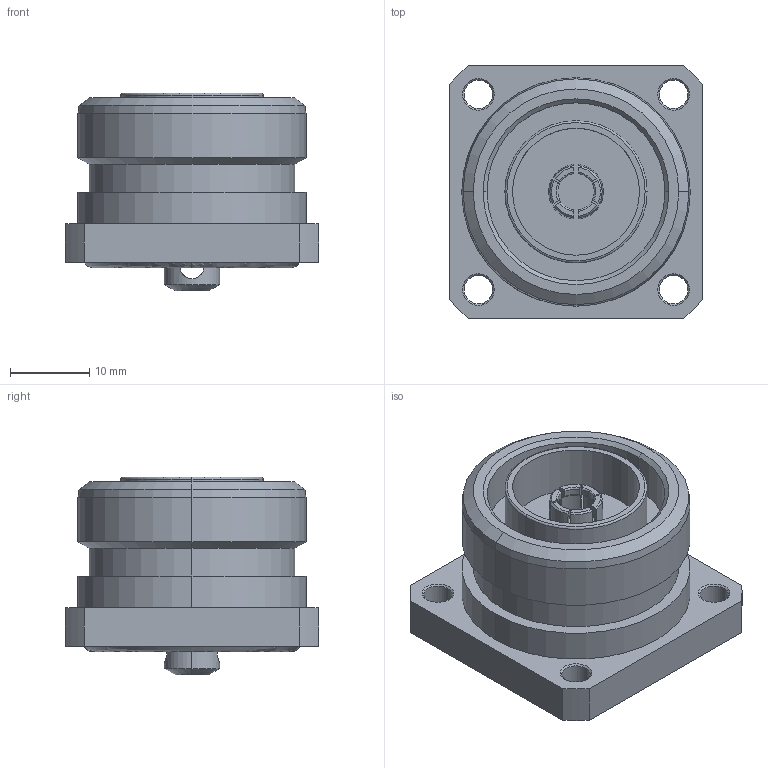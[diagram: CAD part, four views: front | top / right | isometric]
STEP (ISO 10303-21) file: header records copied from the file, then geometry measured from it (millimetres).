
FILE_DESCRIPTION (( 'STEP AP214' ), '1' );
FILE_NAME ('J01121C0721.STEP', '2015-05-28T12:45:46', ( '' ), ( '' ), 'SwSTEP 2.0', 'SolidWorks 2014', '' );
FILE_SCHEMA (( 'AUTOMOTIVE_DESIGN' ));
Length unit declared in the file: millimetre
Products named in the file (1): J01121C0721
Bounding box: 32 x 32 x 25 mm (x, y, z)
Volume: 12587.7 mm3; surface area: 6668.7 mm2
Topology: 2 solids, 2 shells, 175 faces, 428 edges, 273 vertices
Faces by surface type: plane 62, cylinder 59, cone 41, torus 9, bspline 4
Entity records: 7360 total; most frequent: CARTESIAN_POINT 1319, ORIENTED_EDGE 856, DIRECTION 852, EDGE_CURVE 428, AXIS2_PLACEMENT_3D 318, VERTEX_POINT 273, LINE 216, VECTOR 216
